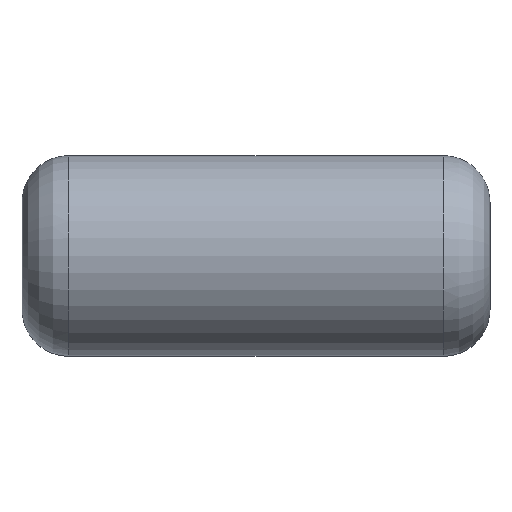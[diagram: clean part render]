
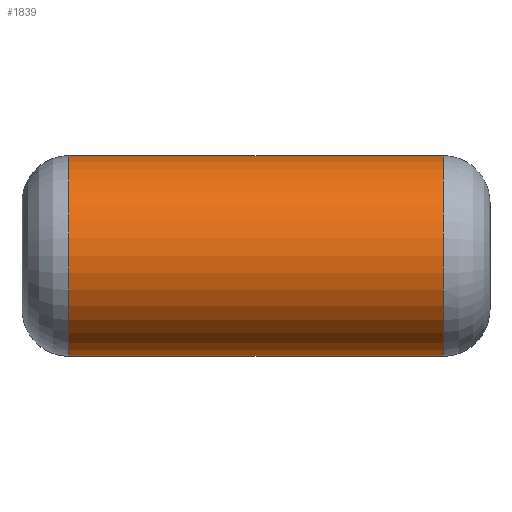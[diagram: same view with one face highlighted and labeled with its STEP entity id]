
A CAD part, top view. The second image highlights one B-rep face of the part: STEP entity #1839.
In plain terms, the highlighted cylindrical face has radius 2.7 mm (diameter 5.4 mm), a partial arc.
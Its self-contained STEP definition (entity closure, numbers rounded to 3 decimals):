
#1224=CARTESIAN_POINT('',(5.04,-2.7,11.0));
#1225=VERTEX_POINT('',#1224);
#1546=CARTESIAN_POINT('',(-5.04,-2.7,11.0));
#1547=VERTEX_POINT('',#1546);
#1576=CARTESIAN_POINT('',(0.0,-2.7,11.0));
#1577=DIRECTION('',(1.0,0.0,0.0));
#1578=VECTOR('',#1577,1.0);
#1579=LINE('',#1576,#1578);
#1580=EDGE_CURVE('n� 117',#1547,#1225,#1579,.T.);
#1671=CARTESIAN_POINT('',(5.04,2.7,11.0));
#1672=VERTEX_POINT('',#1671);
#1704=CARTESIAN_POINT('',(-5.04,2.7,11.0));
#1705=VERTEX_POINT('',#1704);
#1765=CARTESIAN_POINT('',(5.04,-0.0,11.0));
#1766=DIRECTION('',(-1.0,-0.0,0.0));
#1767=DIRECTION('',(0.0,-1.0,-0.0));
#1768=AXIS2_PLACEMENT_3D('',#1765,#1766,#1767);
#1769=CIRCLE('',#1768,2.7);
#1770=EDGE_CURVE('n� 14',#1225,#1672,#1769,.T.);
#1791=CARTESIAN_POINT('',(-0.0,2.7,11.0));
#1792=DIRECTION('',(-1.0,0.0,-0.0));
#1793=VECTOR('',#1792,1.0);
#1794=LINE('',#1791,#1793);
#1795=EDGE_CURVE('n� 18',#1672,#1705,#1794,.T.);
#1808=CARTESIAN_POINT('',(-5.04,-0.0,11.0));
#1809=DIRECTION('',(1.0,0.0,-0.0));
#1810=DIRECTION('',(0.0,-1.0,-0.0));
#1811=AXIS2_PLACEMENT_3D('',#1808,#1809,#1810);
#1812=CIRCLE('',#1811,2.7);
#1813=EDGE_CURVE('n� 21',#1705,#1547,#1812,.T.);
#1828=ORIENTED_EDGE('',*,*,#1795,.T.);
#1829=ORIENTED_EDGE('',*,*,#1813,.T.);
#1830=ORIENTED_EDGE('',*,*,#1580,.T.);
#1831=ORIENTED_EDGE('',*,*,#1770,.T.);
#1832=EDGE_LOOP('',(#1828,#1829,#1830,#1831));
#1833=FACE_OUTER_BOUND('',#1832,.T.);
#1834=CARTESIAN_POINT('',(-0.0,-0.0,11.0));
#1835=DIRECTION('',(-1.0,-0.0,0.0));
#1836=DIRECTION('',(0.0,-1.0,-0.0));
#1837=AXIS2_PLACEMENT_3D('',#1834,#1835,#1836);
#1838=CYLINDRICAL_SURFACE('',#1837,2.7);
#1839=ADVANCED_FACE('n� 2',(#1833),#1838,.T.);
